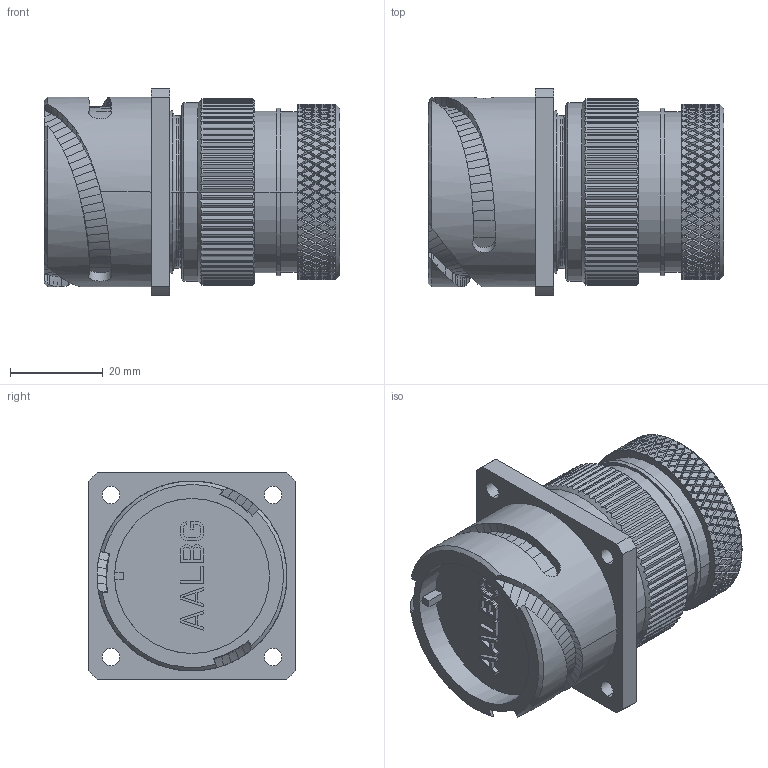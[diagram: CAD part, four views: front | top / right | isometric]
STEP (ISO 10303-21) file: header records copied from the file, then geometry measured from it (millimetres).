
FILE_DESCRIPTION((''),'2;1');
FILE_NAME('VG95234U-24_SW0001','2023-03-01T18:05:36',('paultorloting'),('NET AG system integration'),'CREO PARAMETRIC BY PTC INC, 2021404','CREO PARAMETRIC BY PTC INC, 2021404','');
FILE_SCHEMA(('AUTOMOTIVE_DESIGN { 1 0 10303 214 1 1 1 1 }'));
Products named in the file (1): VG95234U-24_SW0001
Bounding box: 63.6 x 44.45 x 44.45 mm (x, y, z)
Volume: 69749.9 mm3; surface area: 17149 mm2
Topology: 1 solids, 1 shells, 2870 faces, 6740 edges, 3905 vertices
Faces by surface type: plane 2102, cylinder 536, bspline 210, cone 18, torus 4
Entity records: 99832 total; most frequent: CARTESIAN_POINT 23661, ORIENTED_EDGE 13480, DIRECTION 10041, EDGE_CURVE 6740, VERTEX_POINT 3905, VECTOR 3700, LINE 3700, AXIS2_PLACEMENT_3D 3169
